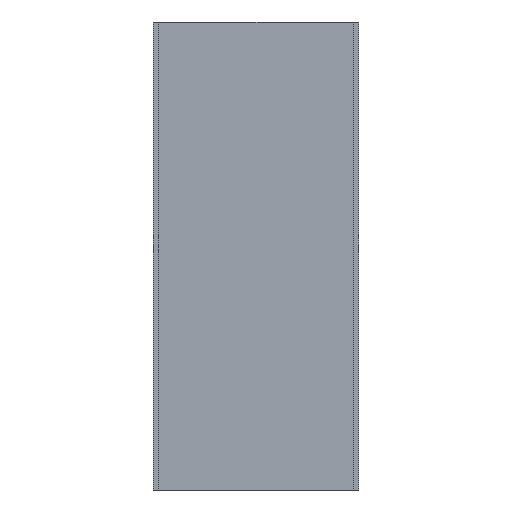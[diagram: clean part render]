
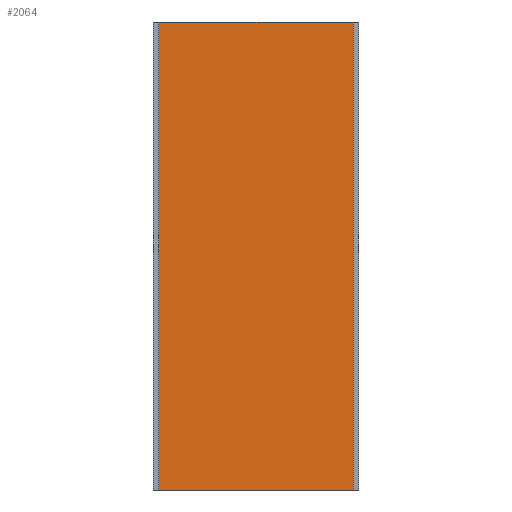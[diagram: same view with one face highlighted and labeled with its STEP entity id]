
A CAD part, left-side view. The second image highlights one B-rep face of the part: STEP entity #2064.
In plain terms, the highlighted planar face has unit normal (-1, 0, 0).
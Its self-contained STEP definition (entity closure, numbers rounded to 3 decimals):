
#35 = CARTESIAN_POINT ( 'NONE',  ( -24.8, 3.42, -4. ) ) ;
#191 = EDGE_CURVE ( 'NONE', #2840, #626, #2572, .T. ) ;
#218 = AXIS2_PLACEMENT_3D ( 'NONE', #1091, #2542, #1329 ) ;
#411 = DIRECTION ( 'NONE',  ( 0., -1., 0. ) ) ;
#466 = EDGE_LOOP ( 'NONE', ( #681, #1241, #652, #3110 ) ) ;
#479 = EDGE_CURVE ( 'NONE', #1213, #2298, #634, .T. ) ;
#626 = VERTEX_POINT ( 'NONE', #2898 ) ;
#634 = LINE ( 'NONE', #648, #2890 ) ;
#648 = CARTESIAN_POINT ( 'NONE',  ( -24.8, 3.52, 4. ) ) ;
#652 = ORIENTED_EDGE ( 'NONE', *, *, #2313, .F. ) ;
#681 = ORIENTED_EDGE ( 'NONE', *, *, #2066, .F. ) ;
#842 = DIRECTION ( 'NONE',  ( 0., -1., 0. ) ) ;
#922 = VECTOR ( 'NONE', #2555, 1000. ) ;
#1091 = CARTESIAN_POINT ( 'NONE',  ( -24.8, 3.52, 4. ) ) ;
#1213 = VERTEX_POINT ( 'NONE', #2505 ) ;
#1241 = ORIENTED_EDGE ( 'NONE', *, *, #191, .T. ) ;
#1329 = DIRECTION ( 'NONE',  ( 0., 0., -1. ) ) ;
#1565 = CARTESIAN_POINT ( 'NONE',  ( -24.8, 3.52, -4. ) ) ;
#1944 = VECTOR ( 'NONE', #2693, 1000. ) ;
#2064 = ADVANCED_FACE ( 'NONE', ( #2778 ), #2288, .F. ) ;
#2066 = EDGE_CURVE ( 'NONE', #2840, #1213, #2696, .T. ) ;
#2283 = CARTESIAN_POINT ( 'NONE',  ( -24.8, 3.42, -4. ) ) ;
#2288 = PLANE ( 'NONE',  #218 ) ;
#2298 = VERTEX_POINT ( 'NONE', #2707 ) ;
#2313 = EDGE_CURVE ( 'NONE', #2298, #626, #3006, .T. ) ;
#2441 = CARTESIAN_POINT ( 'NONE',  ( -24.8, 0.1, 4. ) ) ;
#2488 = VECTOR ( 'NONE', #842, 1000. ) ;
#2505 = CARTESIAN_POINT ( 'NONE',  ( -24.8, 3.42, 4. ) ) ;
#2542 = DIRECTION ( 'NONE',  ( 1., 0., 0. ) ) ;
#2555 = DIRECTION ( 'NONE',  ( 0., 0., 1. ) ) ;
#2572 = LINE ( 'NONE', #1565, #2488 ) ;
#2693 = DIRECTION ( 'NONE',  ( 0., 0., -1. ) ) ;
#2696 = LINE ( 'NONE', #2283, #922 ) ;
#2707 = CARTESIAN_POINT ( 'NONE',  ( -24.8, 0.1, 4. ) ) ;
#2778 = FACE_OUTER_BOUND ( 'NONE', #466, .T. ) ;
#2840 = VERTEX_POINT ( 'NONE', #35 ) ;
#2890 = VECTOR ( 'NONE', #411, 1000. ) ;
#2898 = CARTESIAN_POINT ( 'NONE',  ( -24.8, 0.1, -4. ) ) ;
#3006 = LINE ( 'NONE', #2441, #1944 ) ;
#3110 = ORIENTED_EDGE ( 'NONE', *, *, #479, .F. ) ;
